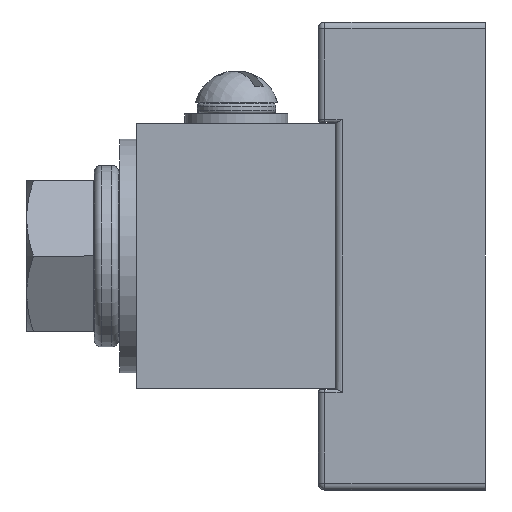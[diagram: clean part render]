
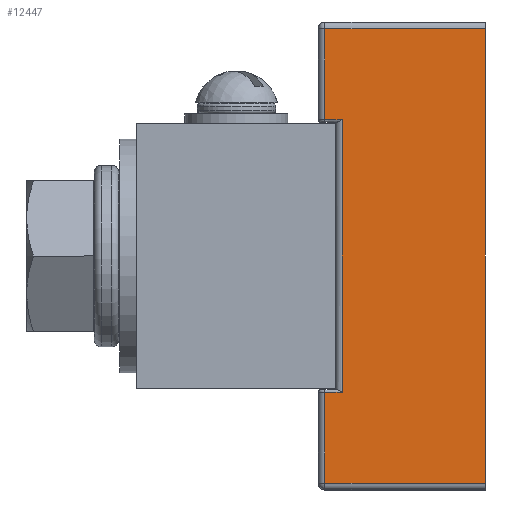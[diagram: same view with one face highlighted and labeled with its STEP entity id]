
A CAD part, left-side view. The second image highlights one B-rep face of the part: STEP entity #12447.
In plain terms, the highlighted planar face has unit normal (-1, 0, 0).
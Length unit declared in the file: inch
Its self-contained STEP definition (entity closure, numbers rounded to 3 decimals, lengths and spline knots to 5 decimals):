
#2374 = CARTESIAN_POINT ( 'NONE',  ( -3.05311, -0.25809, 1.3353 ) ) ;
#2875 = CARTESIAN_POINT ( 'NONE',  ( -3.05311, 0.27791, 0.9953 ) ) ;
#2876 = CARTESIAN_POINT ( 'NONE',  ( -3.05311, 0.27791, -0.0247 ) ) ;
#2877 = CARTESIAN_POINT ( 'NONE',  ( -3.05311, 0.34191, -0.0247 ) ) ;
#2878 = CARTESIAN_POINT ( 'NONE',  ( -3.05311, 0.34191, -0.3647 ) ) ;
#2879 = CARTESIAN_POINT ( 'NONE',  ( -3.05311, 0.34191, 1.3353 ) ) ;
#2880 = CARTESIAN_POINT ( 'NONE',  ( -3.05311, 0.34191, 0.9953 ) ) ;
#3127 = CARTESIAN_POINT ( 'NONE',  ( -3.05311, -0.25809, -0.3647 ) ) ;
#5839 = VECTOR ( 'NONE', #6474, 39.37008 ) ;
#5980 = VECTOR ( 'NONE', #7007, 39.37008 ) ;
#6473 = CARTESIAN_POINT ( 'NONE',  ( -3.05311, 0.27791, -0.0147 ) ) ;
#6474 = DIRECTION ( 'NONE',  ( 0., 0., -1. ) ) ;
#6715 = LINE ( 'NONE', #6473, #5839 ) ;
#6778 = LINE ( 'NONE', #7006, #5980 ) ;
#7006 = CARTESIAN_POINT ( 'NONE',  ( -3.05311, 0.36691, -0.0247 ) ) ;
#7007 = DIRECTION ( 'NONE',  ( 0., 1., 0. ) ) ;
#11705 = LINE ( 'NONE', #22685, #22781 ) ;
#11706 = LINE ( 'NONE', #22687, #22782 ) ;
#11720 = LINE ( 'NONE', #23026, #22803 ) ;
#11727 = LINE ( 'NONE', #23046, #22813 ) ;
#11730 = LINE ( 'NONE', #23052, #22816 ) ;
#12230 = EDGE_CURVE ( 'NONE', #15197, #14777, #20371, .T. ) ;
#12447 = ADVANCED_FACE ( 'NONE', ( #20514 ), #18578, .F. ) ;
#12647 = EDGE_CURVE ( 'NONE', #14948, #15197, #11705, .T. ) ;
#12648 = EDGE_CURVE ( 'NONE', #14777, #14949, #11706, .T. ) ;
#12665 = EDGE_CURVE ( 'NONE', #14949, #14950, #11720, .T. ) ;
#12674 = EDGE_CURVE ( 'NONE', #14950, #14945, #11727, .T. ) ;
#12677 = EDGE_CURVE ( 'NONE', #14947, #14948, #11730, .T. ) ;
#13471 = EDGE_LOOP ( 'NONE', ( #19340, #15214, #15209, #15225, #15210, #15208, #15241, #15237 ) ) ;
#14777 = VERTEX_POINT ( 'NONE', #2374 ) ;
#14945 = VERTEX_POINT ( 'NONE', #2875 ) ;
#14946 = VERTEX_POINT ( 'NONE', #2876 ) ;
#14947 = VERTEX_POINT ( 'NONE', #2877 ) ;
#14948 = VERTEX_POINT ( 'NONE', #2878 ) ;
#14949 = VERTEX_POINT ( 'NONE', #2879 ) ;
#14950 = VERTEX_POINT ( 'NONE', #2880 ) ;
#15197 = VERTEX_POINT ( 'NONE', #3127 ) ;
#15208 = ORIENTED_EDGE ( 'NONE', *, *, #12648, .T. ) ;
#15209 = ORIENTED_EDGE ( 'NONE', *, *, #12677, .T. ) ;
#15210 = ORIENTED_EDGE ( 'NONE', *, *, #12230, .T. ) ;
#15214 = ORIENTED_EDGE ( 'NONE', *, *, #18151, .T. ) ;
#15225 = ORIENTED_EDGE ( 'NONE', *, *, #12647, .T. ) ;
#15237 = ORIENTED_EDGE ( 'NONE', *, *, #12674, .T. ) ;
#15241 = ORIENTED_EDGE ( 'NONE', *, *, #12665, .T. ) ;
#15985 = CARTESIAN_POINT ( 'NONE',  ( -3.05311, -0.25809, -0.3897 ) ) ;
#15986 = DIRECTION ( 'NONE',  ( 0., 0., 1. ) ) ;
#17773 = VECTOR ( 'NONE', #15986, 39.37008 ) ;
#18119 = EDGE_CURVE ( 'NONE', #14945, #14946, #6715, .T. ) ;
#18151 = EDGE_CURVE ( 'NONE', #14946, #14947, #6778, .T. ) ;
#18578 = PLANE ( 'NONE',  #22017 ) ;
#18579 = CARTESIAN_POINT ( 'NONE',  ( -3.05311, 0.36691, -0.3897 ) ) ;
#18580 = DIRECTION ( 'NONE',  ( 1., 0., 0. ) ) ;
#18581 = DIRECTION ( 'NONE',  ( 0., 0., -1. ) ) ;
#19340 = ORIENTED_EDGE ( 'NONE', *, *, #18119, .T. ) ;
#20371 = LINE ( 'NONE', #15985, #17773 ) ;
#20514 = FACE_OUTER_BOUND ( 'NONE', #13471, .T. ) ;
#22017 = AXIS2_PLACEMENT_3D ( 'NONE', #18579, #18580, #18581 ) ;
#22685 = CARTESIAN_POINT ( 'NONE',  ( -3.05311, 0.36691, -0.3647 ) ) ;
#22686 = DIRECTION ( 'NONE',  ( 0., -1., 0. ) ) ;
#22687 = CARTESIAN_POINT ( 'NONE',  ( -3.05311, 0.36691, 1.3353 ) ) ;
#22688 = DIRECTION ( 'NONE',  ( 0., 1., 0. ) ) ;
#22781 = VECTOR ( 'NONE', #22686, 39.37008 ) ;
#22782 = VECTOR ( 'NONE', #22688, 39.37008 ) ;
#22803 = VECTOR ( 'NONE', #23027, 39.37008 ) ;
#22813 = VECTOR ( 'NONE', #23047, 39.37008 ) ;
#22816 = VECTOR ( 'NONE', #23053, 39.37008 ) ;
#23026 = CARTESIAN_POINT ( 'NONE',  ( -3.05311, 0.34191, 0.9853 ) ) ;
#23027 = DIRECTION ( 'NONE',  ( 0., 0., -1. ) ) ;
#23046 = CARTESIAN_POINT ( 'NONE',  ( -3.05311, 0.36691, 0.9953 ) ) ;
#23047 = DIRECTION ( 'NONE',  ( 0., -1., 0. ) ) ;
#23052 = CARTESIAN_POINT ( 'NONE',  ( -3.05311, 0.34191, -0.3897 ) ) ;
#23053 = DIRECTION ( 'NONE',  ( 0., 0., -1. ) ) ;
